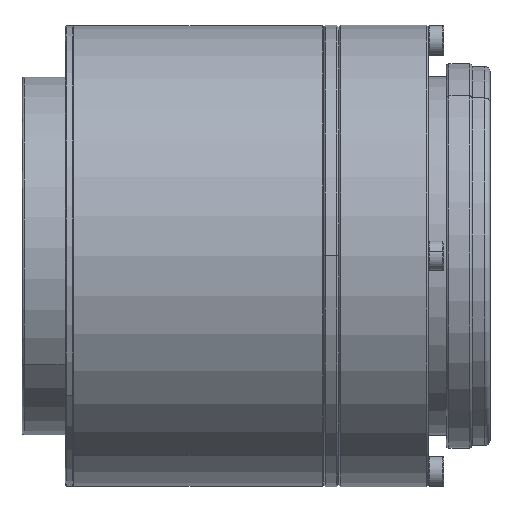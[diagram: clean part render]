
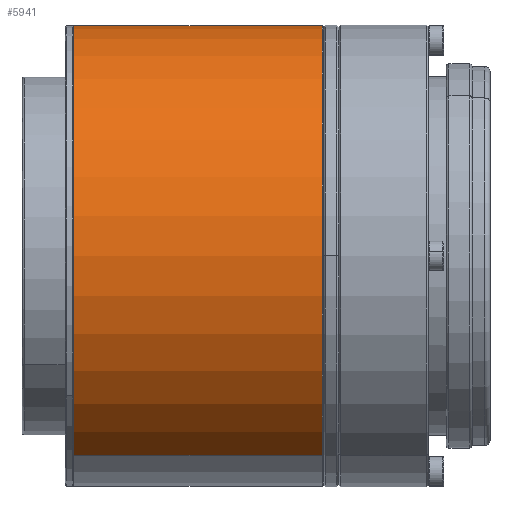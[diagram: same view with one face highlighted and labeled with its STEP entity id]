
A CAD part, top view. The second image highlights one B-rep face of the part: STEP entity #5941.
In plain terms, the highlighted cylindrical face has radius 44.9 mm (diameter 89.8 mm), a partial arc.
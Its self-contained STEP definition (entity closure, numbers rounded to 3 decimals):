
#186 = VECTOR ( 'NONE', #8928, 1000. ) ;
#411 = ORIENTED_EDGE ( 'NONE', *, *, #5383, .F. ) ;
#909 = DIRECTION ( 'NONE',  ( 0., 0., -1. ) ) ;
#1023 = CARTESIAN_POINT ( 'NONE',  ( -53.9, -38.885, 22.45 ) ) ;
#1393 = VERTEX_POINT ( 'NONE', #5265 ) ;
#1993 = FACE_OUTER_BOUND ( 'NONE', #3065, .T. ) ;
#1995 = CARTESIAN_POINT ( 'NONE',  ( -63.5, 38.885, -22.45 ) ) ;
#3065 = EDGE_LOOP ( 'NONE', ( #6566, #18430, #12527, #411 ) ) ;
#4020 = EDGE_CURVE ( 'NONE', #1393, #14346, #8573, .T. ) ;
#4421 = EDGE_CURVE ( 'NONE', #11857, #1393, #8048, .T. ) ;
#4876 = AXIS2_PLACEMENT_3D ( 'NONE', #10942, #10842, #7927 ) ;
#5153 = AXIS2_PLACEMENT_3D ( 'NONE', #12738, #18871, #5529 ) ;
#5265 = CARTESIAN_POINT ( 'NONE',  ( -15.1, -38.885, 22.45 ) ) ;
#5314 = DIRECTION ( 'NONE',  ( 1., 0., 0. ) ) ;
#5383 = EDGE_CURVE ( 'NONE', #10844, #14346, #7358, .T. ) ;
#5529 = DIRECTION ( 'NONE',  ( 0., -0.866, 0.5 ) ) ;
#5582 = DIRECTION ( 'NONE',  ( 1., 0., 0. ) ) ;
#5941 = ADVANCED_FACE ( 'NONE', ( #1993 ), #6069, .T. ) ;
#6069 = CYLINDRICAL_SURFACE ( 'NONE', #4876, 44.9 ) ;
#6566 = ORIENTED_EDGE ( 'NONE', *, *, #8190, .T. ) ;
#7205 = CIRCLE ( 'NONE', #14061, 44.9 ) ;
#7358 = LINE ( 'NONE', #11849, #186 ) ;
#7927 = DIRECTION ( 'NONE',  ( 0., 0.866, -0.5 ) ) ;
#8048 = LINE ( 'NONE', #1023, #14823 ) ;
#8190 = EDGE_CURVE ( 'NONE', #10844, #11857, #7205, .T. ) ;
#8573 = CIRCLE ( 'NONE', #5153, 44.9 ) ;
#8928 = DIRECTION ( 'NONE',  ( 1., 0., 0. ) ) ;
#9964 = CARTESIAN_POINT ( 'NONE',  ( -63.5, 0., 0. ) ) ;
#10842 = DIRECTION ( 'NONE',  ( 1., 0., 0. ) ) ;
#10844 = VERTEX_POINT ( 'NONE', #1995 ) ;
#10942 = CARTESIAN_POINT ( 'NONE',  ( -53.9, 0., 0. ) ) ;
#11849 = CARTESIAN_POINT ( 'NONE',  ( -53.9, 38.885, -22.45 ) ) ;
#11857 = VERTEX_POINT ( 'NONE', #15260 ) ;
#12527 = ORIENTED_EDGE ( 'NONE', *, *, #4020, .T. ) ;
#12738 = CARTESIAN_POINT ( 'NONE',  ( -15.1, 0., 0. ) ) ;
#14061 = AXIS2_PLACEMENT_3D ( 'NONE', #9964, #5582, #909 ) ;
#14346 = VERTEX_POINT ( 'NONE', #18799 ) ;
#14823 = VECTOR ( 'NONE', #5314, 1000. ) ;
#15260 = CARTESIAN_POINT ( 'NONE',  ( -63.5, -38.885, 22.45 ) ) ;
#18430 = ORIENTED_EDGE ( 'NONE', *, *, #4421, .T. ) ;
#18799 = CARTESIAN_POINT ( 'NONE',  ( -15.1, 38.885, -22.45 ) ) ;
#18871 = DIRECTION ( 'NONE',  ( -1., 0., 0. ) ) ;
